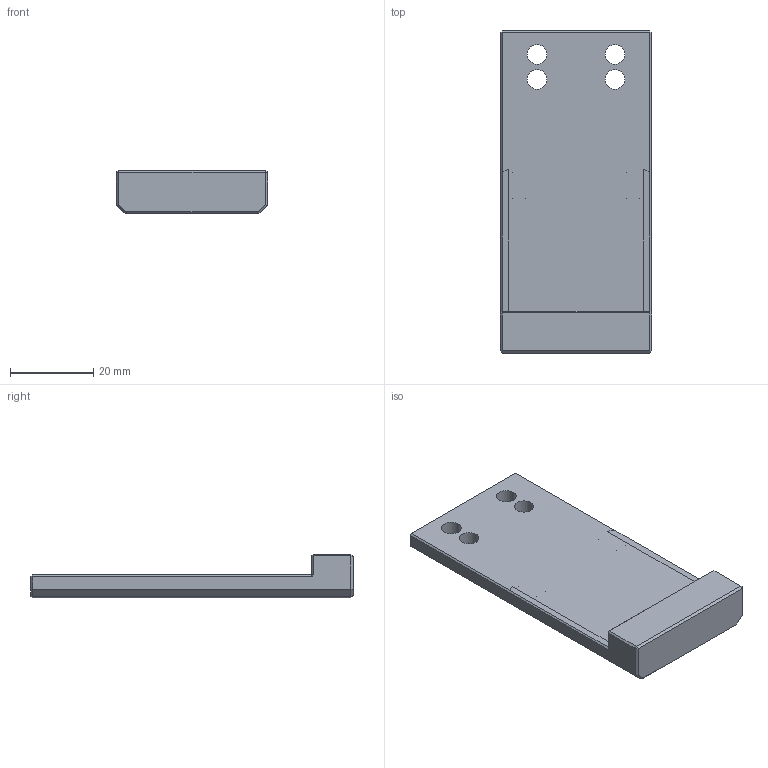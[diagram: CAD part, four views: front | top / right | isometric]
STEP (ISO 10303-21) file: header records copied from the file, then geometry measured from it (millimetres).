
FILE_DESCRIPTION(/* description */ (''),/* implementation_level */ '2;1');
FILE_NAME(/* name */ 'Wiper arm.step',/* time_stamp */ '2024-05-17T09:50:57+01:00',/* author */ (''),/* organization */ (''),/* preprocessor_version */ 'ST-DEVELOPER v20',/* originating_system */ 'Autodesk Translation Framework v12.20.1.177',/* authorisation */ '');
FILE_SCHEMA (('AUTOMOTIVE_DESIGN { 1 0 10303 214 3 1 1 }'));
Length unit declared in the file: millimetre
Products named in the file (3): pcb_klicky; Klicky Probe; Dock Mount variable Assembly
Assembly tree (2 placements, depth 3):
  pcb_klicky
    Klicky Probe
      Dock Mount variable Assembly
Bounding box: 36.26 x 77.28 x 10.5 mm (x, y, z)
Volume: 16483.9 mm3; surface area: 7393.2 mm2
Topology: 1 solids, 1 shells, 63 faces, 149 edges, 90 vertices
Faces by surface type: plane 51, cylinder 8, cone 4
Full cylindrical faces by diameter (mm): 4.7 x4
Entity records: 1846 total; most frequent: DIRECTION 307, CARTESIAN_POINT 307, ORIENTED_EDGE 298, EDGE_CURVE 149, LINE 127, VECTOR 127, VERTEX_POINT 90, AXIS2_PLACEMENT_3D 90
